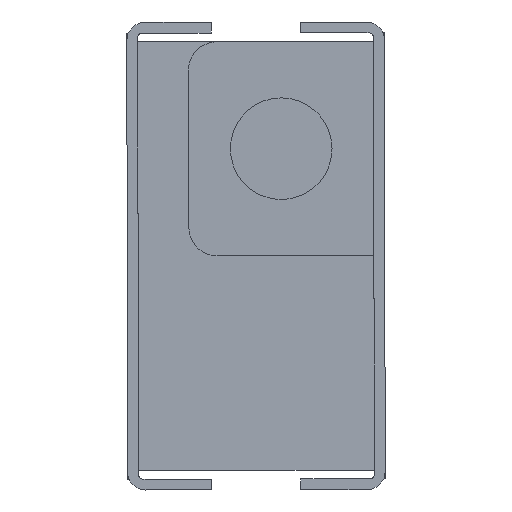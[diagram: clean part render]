
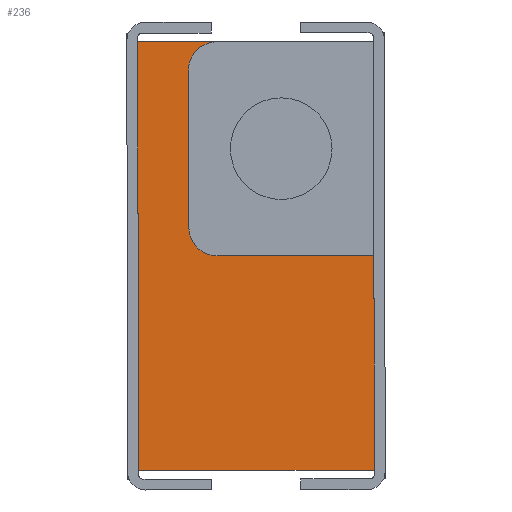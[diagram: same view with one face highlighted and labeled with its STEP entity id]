
A CAD part, left-side view. The second image highlights one B-rep face of the part: STEP entity #236.
In plain terms, the highlighted planar face has unit normal (-1, 0, 0).
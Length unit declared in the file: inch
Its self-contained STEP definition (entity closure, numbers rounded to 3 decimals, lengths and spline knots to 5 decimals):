
#8 = CARTESIAN_POINT ( 'NONE',  ( 0.87792, 1.01664, 1.00323 ) ) ;
#23 = ORIENTED_EDGE ( 'NONE', *, *, #2207, .F. ) ;
#24 = VERTEX_POINT ( 'NONE', #408 ) ;
#58 = CARTESIAN_POINT ( 'NONE',  ( 0.87792, 1.18944, 1.03419 ) ) ;
#102 = AXIS2_PLACEMENT_3D ( 'NONE', #300, #1799, #2236 ) ;
#236 = ADVANCED_FACE ( 'NONE', ( #1943 ), #955, .F. ) ;
#282 = DIRECTION ( 'NONE',  ( -1., 0., 0. ) ) ;
#300 = CARTESIAN_POINT ( 'NONE',  ( 0.87792, 1.27703, 1.23879 ) ) ;
#330 = CARTESIAN_POINT ( 'NONE',  ( 0.87792, 1.27624, 0.76629 ) ) ;
#396 = VERTEX_POINT ( 'NONE', #8 ) ;
#408 = CARTESIAN_POINT ( 'NONE',  ( 0.87792, 1.01624, 0.76673 ) ) ;
#464 = CARTESIAN_POINT ( 'NONE',  ( 0.87792, 1.22098, 1.20763 ) ) ;
#493 = DIRECTION ( 'NONE',  ( 0., 1., -0.002 ) ) ;
#513 = VECTOR ( 'NONE', #532, 39.37008 ) ;
#532 = DIRECTION ( 'NONE',  ( 0., -0.002, -1. ) ) ;
#554 = VECTOR ( 'NONE', #493, 39.37008 ) ;
#559 = ORIENTED_EDGE ( 'NONE', *, *, #1910, .F. ) ;
#564 = EDGE_CURVE ( 'NONE', #2059, #841, #883, .T. ) ;
#689 = LINE ( 'NONE', #752, #554 ) ;
#751 = VECTOR ( 'NONE', #1967, 39.37008 ) ;
#752 = CARTESIAN_POINT ( 'NONE',  ( 0.87792, 1.01624, 0.76673 ) ) ;
#776 = ORIENTED_EDGE ( 'NONE', *, *, #1628, .F. ) ;
#801 = DIRECTION ( 'NONE',  ( 0., -1., 0.002 ) ) ;
#841 = VERTEX_POINT ( 'NONE', #330 ) ;
#854 = CARTESIAN_POINT ( 'NONE',  ( 0.87792, 1.18973, 1.20769 ) ) ;
#883 = LINE ( 'NONE', #1342, #751 ) ;
#903 = VERTEX_POINT ( 'NONE', #1355 ) ;
#945 = EDGE_CURVE ( 'NONE', #2091, #1802, #2233, .T. ) ;
#955 = PLANE ( 'NONE',  #102 ) ;
#963 = CARTESIAN_POINT ( 'NONE',  ( 0.87792, 1.18939, 1.00294 ) ) ;
#1069 = DIRECTION ( 'NONE',  ( 0., -1., 0.002 ) ) ;
#1156 = LINE ( 'NONE', #2045, #1653 ) ;
#1175 = ORIENTED_EDGE ( 'NONE', *, *, #2473, .F. ) ;
#1216 = LINE ( 'NONE', #1514, #2224 ) ;
#1342 = CARTESIAN_POINT ( 'NONE',  ( 0.87792, 1.27703, 1.23879 ) ) ;
#1355 = CARTESIAN_POINT ( 'NONE',  ( 0.87792, 1.18978, 1.23894 ) ) ;
#1358 = DIRECTION ( 'NONE',  ( 0., 0., -1. ) ) ;
#1419 = ORIENTED_EDGE ( 'NONE', *, *, #564, .T. ) ;
#1514 = CARTESIAN_POINT ( 'NONE',  ( 0.87792, 1.27703, 1.23879 ) ) ;
#1526 = DIRECTION ( 'NONE',  ( 0., -0.002, -1. ) ) ;
#1628 = EDGE_CURVE ( 'NONE', #1862, #2091, #2131, .T. ) ;
#1653 = VECTOR ( 'NONE', #801, 39.37008 ) ;
#1722 = AXIS2_PLACEMENT_3D ( 'NONE', #58, #282, #1358 ) ;
#1799 = DIRECTION ( 'NONE',  ( 1., 0., 0. ) ) ;
#1802 = VERTEX_POINT ( 'NONE', #963 ) ;
#1808 = CARTESIAN_POINT ( 'NONE',  ( 0.87792, 1.01664, 1.00323 ) ) ;
#1840 = EDGE_CURVE ( 'NONE', #24, #841, #689, .T. ) ;
#1862 = VERTEX_POINT ( 'NONE', #2698 ) ;
#1898 = CARTESIAN_POINT ( 'NONE',  ( 0.87792, 1.27703, 1.23879 ) ) ;
#1910 = EDGE_CURVE ( 'NONE', #1802, #396, #1156, .T. ) ;
#1941 = DIRECTION ( 'NONE',  ( 0., 1., 0. ) ) ;
#1943 = FACE_OUTER_BOUND ( 'NONE', #2485, .T. ) ;
#1967 = DIRECTION ( 'NONE',  ( 0., -0.002, -1. ) ) ;
#1988 = VECTOR ( 'NONE', #1526, 39.37008 ) ;
#2045 = CARTESIAN_POINT ( 'NONE',  ( 0.87792, 1.18939, 1.00294 ) ) ;
#2059 = VERTEX_POINT ( 'NONE', #1898 ) ;
#2083 = AXIS2_PLACEMENT_3D ( 'NONE', #854, #2347, #1941 ) ;
#2091 = VERTEX_POINT ( 'NONE', #2323 ) ;
#2131 = LINE ( 'NONE', #464, #1988 ) ;
#2179 = ORIENTED_EDGE ( 'NONE', *, *, #945, .F. ) ;
#2188 = EDGE_CURVE ( 'NONE', #903, #1862, #2555, .T. ) ;
#2189 = LINE ( 'NONE', #1808, #513 ) ;
#2207 = EDGE_CURVE ( 'NONE', #2059, #903, #1216, .T. ) ;
#2224 = VECTOR ( 'NONE', #1069, 39.37008 ) ;
#2233 = CIRCLE ( 'NONE', #1722, 0.03125 ) ;
#2236 = DIRECTION ( 'NONE',  ( 0., 0., -1. ) ) ;
#2323 = CARTESIAN_POINT ( 'NONE',  ( 0.87792, 1.22069, 1.03414 ) ) ;
#2347 = DIRECTION ( 'NONE',  ( -1., 0., 0. ) ) ;
#2473 = EDGE_CURVE ( 'NONE', #396, #24, #2189, .T. ) ;
#2485 = EDGE_LOOP ( 'NONE', ( #2179, #776, #2585, #23, #1419, #2500, #1175, #559 ) ) ;
#2500 = ORIENTED_EDGE ( 'NONE', *, *, #1840, .F. ) ;
#2555 = CIRCLE ( 'NONE', #2083, 0.03125 ) ;
#2585 = ORIENTED_EDGE ( 'NONE', *, *, #2188, .F. ) ;
#2698 = CARTESIAN_POINT ( 'NONE',  ( 0.87792, 1.22098, 1.20763 ) ) ;
